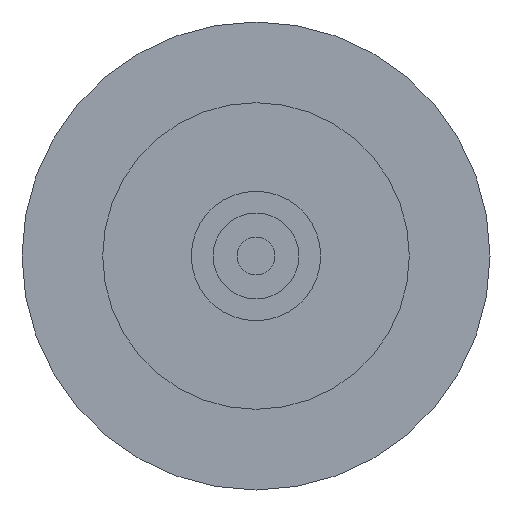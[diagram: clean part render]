
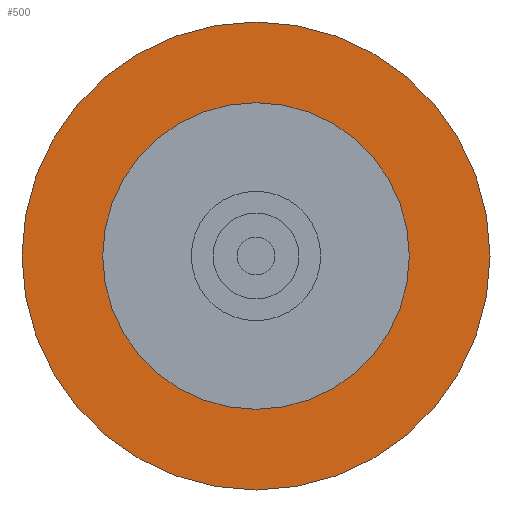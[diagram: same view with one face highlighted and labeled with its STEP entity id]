
A CAD part, front view. The second image highlights one B-rep face of the part: STEP entity #500.
In plain terms, the highlighted planar face has unit normal (0, -1, 0).
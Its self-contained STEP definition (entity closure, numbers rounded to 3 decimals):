
#41=FACE_BOUND('',#112,.T.);
#49=PLANE('',#598);
#77=FACE_OUTER_BOUND('',#111,.T.);
#111=EDGE_LOOP('',(#372,#373));
#112=EDGE_LOOP('',(#374,#375));
#191=CIRCLE('',#586,20.);
#192=CIRCLE('',#587,20.);
#197=CIRCLE('',#596,13.1);
#198=CIRCLE('',#597,13.1);
#228=VERTEX_POINT('',#835);
#229=VERTEX_POINT('',#837);
#234=VERTEX_POINT('',#853);
#235=VERTEX_POINT('',#855);
#279=EDGE_CURVE('',#228,#229,#191,.T.);
#280=EDGE_CURVE('',#229,#228,#192,.T.);
#287=EDGE_CURVE('',#235,#234,#197,.T.);
#288=EDGE_CURVE('',#234,#235,#198,.T.);
#372=ORIENTED_EDGE('',*,*,#280,.F.);
#373=ORIENTED_EDGE('',*,*,#279,.F.);
#374=ORIENTED_EDGE('',*,*,#287,.T.);
#375=ORIENTED_EDGE('',*,*,#288,.T.);
#500=ADVANCED_FACE('',(#77,#41),#49,.T.);
#586=AXIS2_PLACEMENT_3D('',#838,#670,#671);
#587=AXIS2_PLACEMENT_3D('',#839,#672,#673);
#596=AXIS2_PLACEMENT_3D('',#856,#692,#693);
#597=AXIS2_PLACEMENT_3D('',#857,#694,#695);
#598=AXIS2_PLACEMENT_3D('',#858,#696,#697);
#670=DIRECTION('center_axis',(0.,1.,0.));
#671=DIRECTION('ref_axis',(1.,0.,0.));
#672=DIRECTION('center_axis',(0.,1.,0.));
#673=DIRECTION('ref_axis',(1.,0.,0.));
#692=DIRECTION('center_axis',(0.,1.,0.));
#693=DIRECTION('ref_axis',(1.,0.,0.));
#694=DIRECTION('center_axis',(0.,1.,0.));
#695=DIRECTION('ref_axis',(1.,0.,0.));
#696=DIRECTION('center_axis',(0.,-1.,0.));
#697=DIRECTION('ref_axis',(0.,0.,-1.));
#835=CARTESIAN_POINT('',(20.,0.,0.));
#837=CARTESIAN_POINT('',(-20.,0.,0.));
#838=CARTESIAN_POINT('Origin',(0.,0.,0.));
#839=CARTESIAN_POINT('Origin',(0.,0.,0.));
#853=CARTESIAN_POINT('',(13.1,0.,0.));
#855=CARTESIAN_POINT('',(-13.1,0.,0.));
#856=CARTESIAN_POINT('Origin',(0.,0.,0.));
#857=CARTESIAN_POINT('Origin',(0.,0.,0.));
#858=CARTESIAN_POINT('Origin',(-20.,0.,0.));
